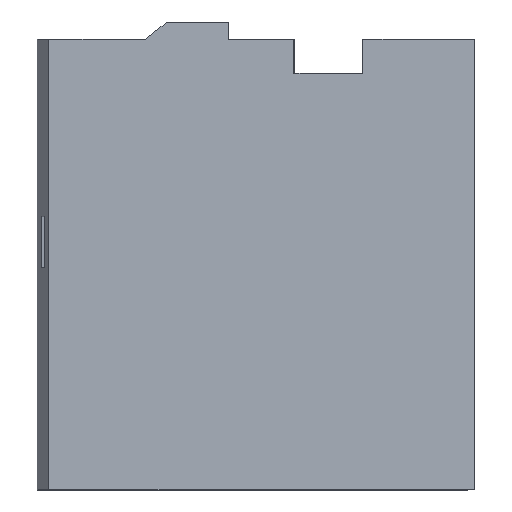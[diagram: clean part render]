
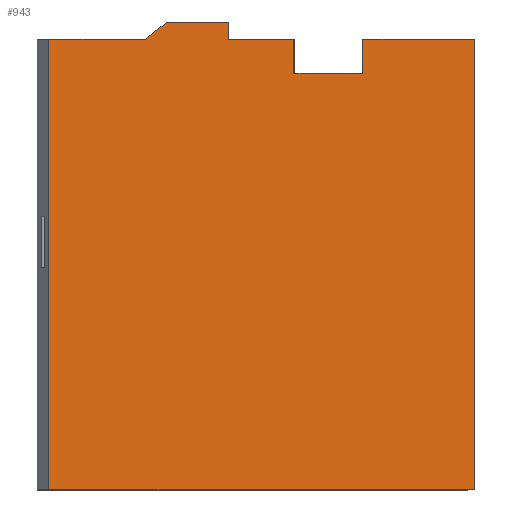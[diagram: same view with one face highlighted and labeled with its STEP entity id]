
A CAD part, top view. The second image highlights one B-rep face of the part: STEP entity #943.
In plain terms, the highlighted planar face has unit normal (0.104, 0, 0.995).
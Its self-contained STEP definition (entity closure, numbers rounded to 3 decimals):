
#27=FACE_OUTER_BOUND('',#73,.T.);
#73=EDGE_LOOP('',(#672,#673,#674,#675,#676,#677,#678,#679,#680,#681,#682,
#683));
#136=LINE('',#1325,#273);
#148=LINE('',#1349,#285);
#156=LINE('',#1363,#293);
#157=LINE('',#1366,#294);
#158=LINE('',#1368,#295);
#159=LINE('',#1370,#296);
#160=LINE('',#1372,#297);
#161=LINE('',#1374,#298);
#162=LINE('',#1376,#299);
#163=LINE('',#1378,#300);
#164=LINE('',#1380,#301);
#165=LINE('',#1381,#302);
#273=VECTOR('',#1076,10.);
#285=VECTOR('',#1092,10.);
#293=VECTOR('',#1106,10.);
#294=VECTOR('',#1109,10.);
#295=VECTOR('',#1110,10.);
#296=VECTOR('',#1111,10.);
#297=VECTOR('',#1112,10.);
#298=VECTOR('',#1113,10.);
#299=VECTOR('',#1114,10.);
#300=VECTOR('',#1115,10.);
#301=VECTOR('',#1116,10.);
#302=VECTOR('',#1117,10.);
#407=VERTEX_POINT('',#1323);
#408=VERTEX_POINT('',#1324);
#417=VERTEX_POINT('',#1347);
#418=VERTEX_POINT('',#1348);
#422=VERTEX_POINT('',#1365);
#423=VERTEX_POINT('',#1367);
#424=VERTEX_POINT('',#1369);
#425=VERTEX_POINT('',#1371);
#426=VERTEX_POINT('',#1373);
#427=VERTEX_POINT('',#1375);
#428=VERTEX_POINT('',#1377);
#429=VERTEX_POINT('',#1379);
#501=EDGE_CURVE('',#407,#408,#136,.T.);
#513=EDGE_CURVE('',#417,#418,#148,.T.);
#521=EDGE_CURVE('',#408,#417,#156,.T.);
#522=EDGE_CURVE('',#422,#418,#157,.T.);
#523=EDGE_CURVE('',#422,#423,#158,.T.);
#524=EDGE_CURVE('',#424,#423,#159,.T.);
#525=EDGE_CURVE('',#424,#425,#160,.T.);
#526=EDGE_CURVE('',#426,#425,#161,.T.);
#527=EDGE_CURVE('',#426,#427,#162,.T.);
#528=EDGE_CURVE('',#428,#427,#163,.T.);
#529=EDGE_CURVE('',#429,#428,#164,.T.);
#530=EDGE_CURVE('',#407,#429,#165,.T.);
#672=ORIENTED_EDGE('',*,*,#521,.T.);
#673=ORIENTED_EDGE('',*,*,#513,.T.);
#674=ORIENTED_EDGE('',*,*,#522,.F.);
#675=ORIENTED_EDGE('',*,*,#523,.T.);
#676=ORIENTED_EDGE('',*,*,#524,.F.);
#677=ORIENTED_EDGE('',*,*,#525,.T.);
#678=ORIENTED_EDGE('',*,*,#526,.F.);
#679=ORIENTED_EDGE('',*,*,#527,.T.);
#680=ORIENTED_EDGE('',*,*,#528,.F.);
#681=ORIENTED_EDGE('',*,*,#529,.F.);
#682=ORIENTED_EDGE('',*,*,#530,.F.);
#683=ORIENTED_EDGE('',*,*,#501,.T.);
#897=PLANE('',#1003);
#943=ADVANCED_FACE('',(#27),#897,.F.);
#1003=AXIS2_PLACEMENT_3D('',#1364,#1107,#1108);
#1076=DIRECTION('',(0.,-1.,0.));
#1092=DIRECTION('',(0.,1.,0.));
#1106=DIRECTION('',(-0.995,0.,0.105));
#1107=DIRECTION('center_axis',(-0.105,0.,-0.995));
#1108=DIRECTION('ref_axis',(0.995,0.,-0.105));
#1109=DIRECTION('',(0.995,0.,-0.105));
#1110=DIRECTION('',(0.,1.,0.));
#1111=DIRECTION('',(0.995,0.,-0.105));
#1112=DIRECTION('',(-0.785,-0.614,0.083));
#1113=DIRECTION('',(0.995,0.,-0.105));
#1114=DIRECTION('',(0.,-1.,0.));
#1115=DIRECTION('',(-0.995,0.,0.105));
#1116=DIRECTION('',(0.,-1.,0.));
#1117=DIRECTION('',(0.995,0.,-0.105));
#1323=CARTESIAN_POINT('',(74.3,127.,15.984));
#1324=CARTESIAN_POINT('',(74.3,117.,15.984));
#1325=CARTESIAN_POINT('',(74.3,127.,15.984));
#1347=CARTESIAN_POINT('',(54.4,117.,18.075));
#1348=CARTESIAN_POINT('',(54.4,127.,18.075));
#1349=CARTESIAN_POINT('',(54.4,127.,18.075));
#1363=CARTESIAN_POINT('',(26.4,117.,21.018));
#1364=CARTESIAN_POINT('Origin',(-21.,127.,26.));
#1365=CARTESIAN_POINT('',(35.,127.,20.114));
#1366=CARTESIAN_POINT('',(11.04,127.,22.632));
#1367=CARTESIAN_POINT('',(35.,132.,20.114));
#1368=CARTESIAN_POINT('',(35.,127.,20.114));
#1369=CARTESIAN_POINT('',(17.,132.,22.006));
#1370=CARTESIAN_POINT('',(-17.673,132.,25.65));
#1371=CARTESIAN_POINT('',(10.6,127.,22.679));
#1372=CARTESIAN_POINT('',(0.867,119.396,23.702));
#1373=CARTESIAN_POINT('',(-17.673,127.,25.65));
#1374=CARTESIAN_POINT('',(11.04,127.,22.632));
#1375=CARTESIAN_POINT('',(-17.673,-5.,25.65));
#1376=CARTESIAN_POINT('',(-17.673,127.,25.65));
#1377=CARTESIAN_POINT('',(107.,-5.,12.547));
#1378=CARTESIAN_POINT('',(11.613,-5.,22.572));
#1379=CARTESIAN_POINT('',(107.,127.,12.547));
#1380=CARTESIAN_POINT('',(107.,63.5,12.547));
#1381=CARTESIAN_POINT('',(11.04,127.,22.632));
